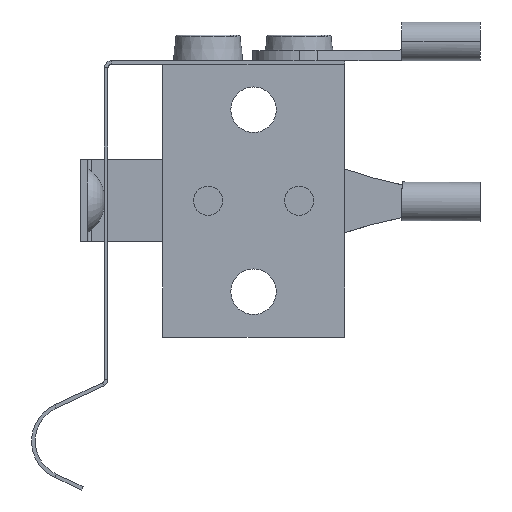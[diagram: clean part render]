
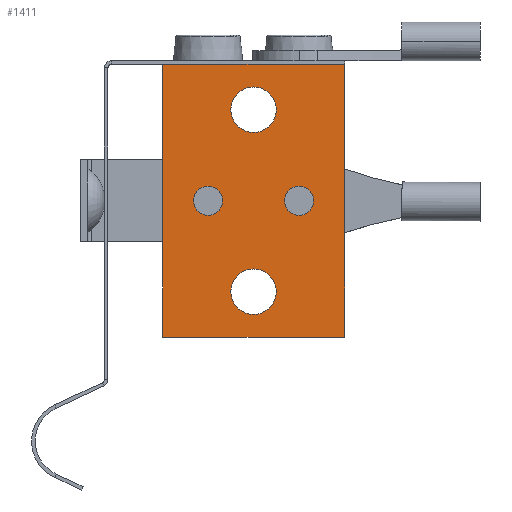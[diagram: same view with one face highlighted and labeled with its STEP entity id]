
A CAD part, left-side view. The second image highlights one B-rep face of the part: STEP entity #1411.
In plain terms, the highlighted planar face has unit normal (-1, 0, 0).
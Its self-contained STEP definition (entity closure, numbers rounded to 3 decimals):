
#19 = CARTESIAN_POINT ( 'NONE',  ( 0., 0., 6.25 ) ) ;
#52 = VERTEX_POINT ( 'NONE', #1329 ) ;
#138 = DIRECTION ( 'NONE',  ( 0., 0., -1. ) ) ;
#156 = EDGE_CURVE ( 'NONE', #52, #2860, #3447, .T. ) ;
#168 = VERTEX_POINT ( 'NONE', #1106 ) ;
#175 = EDGE_CURVE ( 'NONE', #2354, #3548, #1868, .T. ) ;
#196 = CARTESIAN_POINT ( 'NONE',  ( 0., 2.5, 0. ) ) ;
#216 = DIRECTION ( 'NONE',  ( 1., 0., 0. ) ) ;
#348 = VERTEX_POINT ( 'NONE', #877 ) ;
#380 = LINE ( 'NONE', #2702, #3771 ) ;
#449 = VECTOR ( 'NONE', #1635, 1000. ) ;
#512 = EDGE_CURVE ( 'NONE', #3567, #2354, #3015, .T. ) ;
#524 = DIRECTION ( 'NONE',  ( 0., 0., -1. ) ) ;
#547 = ORIENTED_EDGE ( 'NONE', *, *, #512, .F. ) ;
#554 = CIRCLE ( 'NONE', #3415, 0.8 ) ;
#572 = PLANE ( 'NONE',  #2924 ) ;
#742 = FACE_BOUND ( 'NONE', #3361, .T. ) ;
#764 = DIRECTION ( 'NONE',  ( 1., 0., 0. ) ) ;
#778 = AXIS2_PLACEMENT_3D ( 'NONE', #196, #2458, #524 ) ;
#781 = VECTOR ( 'NONE', #3432, 1000. ) ;
#786 = DIRECTION ( 'NONE',  ( 0., -1., 0. ) ) ;
#877 = CARTESIAN_POINT ( 'NONE',  ( 0., 0., -6.25 ) ) ;
#902 = DIRECTION ( 'NONE',  ( 0., 0., 1. ) ) ;
#1100 = VERTEX_POINT ( 'NONE', #3829 ) ;
#1106 = CARTESIAN_POINT ( 'NONE',  ( 0., 2.5, 0.8 ) ) ;
#1114 = CARTESIAN_POINT ( 'NONE',  ( 0., -5., -7.5 ) ) ;
#1122 = CARTESIAN_POINT ( 'NONE',  ( 0., 5., 7.5 ) ) ;
#1124 = CARTESIAN_POINT ( 'NONE',  ( 0., 2.5, -0.8 ) ) ;
#1151 = DIRECTION ( 'NONE',  ( 1., 0., 0. ) ) ;
#1210 = CARTESIAN_POINT ( 'NONE',  ( 0., 0., -5. ) ) ;
#1234 = AXIS2_PLACEMENT_3D ( 'NONE', #3697, #1803, #4032 ) ;
#1265 = EDGE_LOOP ( 'NONE', ( #1381, #1415 ) ) ;
#1300 = EDGE_CURVE ( 'NONE', #2130, #1636, #554, .T. ) ;
#1309 = ORIENTED_EDGE ( 'NONE', *, *, #175, .F. ) ;
#1315 = CARTESIAN_POINT ( 'NONE',  ( 0., -5., -7.5 ) ) ;
#1325 = EDGE_CURVE ( 'NONE', #1636, #2130, #3841, .T. ) ;
#1329 = CARTESIAN_POINT ( 'NONE',  ( 0., 0., 3.75 ) ) ;
#1348 = EDGE_CURVE ( 'NONE', #168, #1798, #1764, .T. ) ;
#1381 = ORIENTED_EDGE ( 'NONE', *, *, #3174, .T. ) ;
#1384 = VERTEX_POINT ( 'NONE', #1838 ) ;
#1397 = CARTESIAN_POINT ( 'NONE',  ( 0., 5., -7.5 ) ) ;
#1411 = ADVANCED_FACE ( 'NONE', ( #3267, #1597, #742, #4037, #3196 ), #572, .T. ) ;
#1415 = ORIENTED_EDGE ( 'NONE', *, *, #2560, .T. ) ;
#1467 = CARTESIAN_POINT ( 'NONE',  ( 0., -2.5, 0. ) ) ;
#1533 = CARTESIAN_POINT ( 'NONE',  ( 0., 0., 0. ) ) ;
#1534 = DIRECTION ( 'NONE',  ( 0., 0., -1. ) ) ;
#1597 = FACE_BOUND ( 'NONE', #3564, .T. ) ;
#1615 = ORIENTED_EDGE ( 'NONE', *, *, #3706, .F. ) ;
#1629 = CARTESIAN_POINT ( 'NONE',  ( 0., -2.5, -0.8 ) ) ;
#1635 = DIRECTION ( 'NONE',  ( 0., 1., 0. ) ) ;
#1636 = VERTEX_POINT ( 'NONE', #1629 ) ;
#1648 = ORIENTED_EDGE ( 'NONE', *, *, #1325, .T. ) ;
#1746 = EDGE_CURVE ( 'NONE', #3548, #1100, #380, .T. ) ;
#1764 = CIRCLE ( 'NONE', #778, 0.8 ) ;
#1767 = VECTOR ( 'NONE', #3353, 1000. ) ;
#1784 = DIRECTION ( 'NONE',  ( 0., 0., -1. ) ) ;
#1798 = VERTEX_POINT ( 'NONE', #1124 ) ;
#1803 = DIRECTION ( 'NONE',  ( 1., 0., 0. ) ) ;
#1831 = ORIENTED_EDGE ( 'NONE', *, *, #3474, .T. ) ;
#1836 = CARTESIAN_POINT ( 'NONE',  ( 0., -5., 7.5 ) ) ;
#1838 = CARTESIAN_POINT ( 'NONE',  ( 0., 0., -3.75 ) ) ;
#1868 = LINE ( 'NONE', #1122, #1767 ) ;
#1879 = AXIS2_PLACEMENT_3D ( 'NONE', #2151, #216, #2479 ) ;
#2040 = CARTESIAN_POINT ( 'NONE',  ( 0., 5., 7.5 ) ) ;
#2066 = DIRECTION ( 'NONE',  ( 1., 0., 0. ) ) ;
#2130 = VERTEX_POINT ( 'NONE', #4134 ) ;
#2151 = CARTESIAN_POINT ( 'NONE',  ( 0., 0., -5. ) ) ;
#2347 = CIRCLE ( 'NONE', #1234, 0.8 ) ;
#2354 = VERTEX_POINT ( 'NONE', #1397 ) ;
#2407 = ORIENTED_EDGE ( 'NONE', *, *, #1746, .F. ) ;
#2458 = DIRECTION ( 'NONE',  ( 1., 0., 0. ) ) ;
#2479 = DIRECTION ( 'NONE',  ( 0., 0., -1. ) ) ;
#2481 = EDGE_CURVE ( 'NONE', #1798, #168, #2347, .T. ) ;
#2560 = EDGE_CURVE ( 'NONE', #1384, #348, #3921, .T. ) ;
#2577 = ORIENTED_EDGE ( 'NONE', *, *, #156, .T. ) ;
#2670 = CARTESIAN_POINT ( 'NONE',  ( 0., 0., 5. ) ) ;
#2702 = CARTESIAN_POINT ( 'NONE',  ( 0., -5., 7.5 ) ) ;
#2769 = AXIS2_PLACEMENT_3D ( 'NONE', #2670, #764, #2998 ) ;
#2817 = DIRECTION ( 'NONE',  ( -1., 0., 0. ) ) ;
#2860 = VERTEX_POINT ( 'NONE', #19 ) ;
#2924 = AXIS2_PLACEMENT_3D ( 'NONE', #1533, #2817, #902 ) ;
#2929 = AXIS2_PLACEMENT_3D ( 'NONE', #1210, #3433, #1534 ) ;
#2984 = CIRCLE ( 'NONE', #2769, 1.25 ) ;
#2998 = DIRECTION ( 'NONE',  ( 0., 0., -1. ) ) ;
#3015 = LINE ( 'NONE', #1315, #449 ) ;
#3030 = LINE ( 'NONE', #1836, #781 ) ;
#3068 = CARTESIAN_POINT ( 'NONE',  ( 0., -2.5, 0. ) ) ;
#3087 = CIRCLE ( 'NONE', #2929, 1.25 ) ;
#3174 = EDGE_CURVE ( 'NONE', #348, #1384, #3087, .T. ) ;
#3196 = FACE_OUTER_BOUND ( 'NONE', #3219, .T. ) ;
#3219 = EDGE_LOOP ( 'NONE', ( #547, #1615, #2407, #1309 ) ) ;
#3267 = FACE_BOUND ( 'NONE', #3288, .T. ) ;
#3288 = EDGE_LOOP ( 'NONE', ( #3997, #3293 ) ) ;
#3293 = ORIENTED_EDGE ( 'NONE', *, *, #1348, .T. ) ;
#3327 = ORIENTED_EDGE ( 'NONE', *, *, #1300, .T. ) ;
#3353 = DIRECTION ( 'NONE',  ( 0., 0., 1. ) ) ;
#3361 = EDGE_LOOP ( 'NONE', ( #2577, #1831 ) ) ;
#3380 = DIRECTION ( 'NONE',  ( 0., 0., -1. ) ) ;
#3415 = AXIS2_PLACEMENT_3D ( 'NONE', #1467, #3677, #1784 ) ;
#3432 = DIRECTION ( 'NONE',  ( 0., 0., -1. ) ) ;
#3433 = DIRECTION ( 'NONE',  ( 1., 0., 0. ) ) ;
#3447 = CIRCLE ( 'NONE', #3770, 1.25 ) ;
#3474 = EDGE_CURVE ( 'NONE', #2860, #52, #2984, .T. ) ;
#3548 = VERTEX_POINT ( 'NONE', #2040 ) ;
#3564 = EDGE_LOOP ( 'NONE', ( #1648, #3327 ) ) ;
#3567 = VERTEX_POINT ( 'NONE', #1114 ) ;
#3621 = AXIS2_PLACEMENT_3D ( 'NONE', #3068, #1151, #3380 ) ;
#3677 = DIRECTION ( 'NONE',  ( 1., 0., 0. ) ) ;
#3697 = CARTESIAN_POINT ( 'NONE',  ( 0., 2.5, 0. ) ) ;
#3706 = EDGE_CURVE ( 'NONE', #1100, #3567, #3030, .T. ) ;
#3770 = AXIS2_PLACEMENT_3D ( 'NONE', #3977, #2066, #138 ) ;
#3771 = VECTOR ( 'NONE', #786, 1000. ) ;
#3829 = CARTESIAN_POINT ( 'NONE',  ( 0., -5., 7.5 ) ) ;
#3841 = CIRCLE ( 'NONE', #3621, 0.8 ) ;
#3921 = CIRCLE ( 'NONE', #1879, 1.25 ) ;
#3977 = CARTESIAN_POINT ( 'NONE',  ( 0., 0., 5. ) ) ;
#3997 = ORIENTED_EDGE ( 'NONE', *, *, #2481, .T. ) ;
#4032 = DIRECTION ( 'NONE',  ( 0., 0., -1. ) ) ;
#4037 = FACE_BOUND ( 'NONE', #1265, .T. ) ;
#4134 = CARTESIAN_POINT ( 'NONE',  ( 0., -2.5, 0.8 ) ) ;
